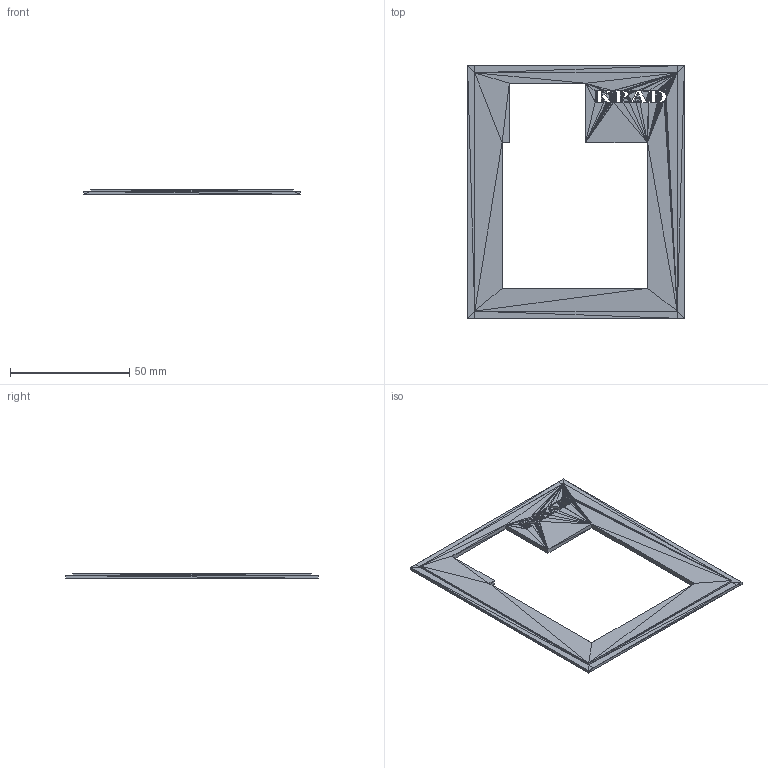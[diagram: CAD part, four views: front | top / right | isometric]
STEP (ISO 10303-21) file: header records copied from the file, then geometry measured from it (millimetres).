
FILE_DESCRIPTION((''),'2;1');
FILE_NAME('cover new', '2026-01-05T03:39:53', (''), (''), 'ImageToStl.com STEP Converter','', '');
FILE_SCHEMA(('AUTOMOTIVE_DESIGN_CC2'));
Length unit declared in the file: metre
Products named in the file (1): product0
Bounding box: 91 x 106 x 2 mm (x, y, z)
Surface area: 11758.8 mm2 (no closed solid volume)
Topology: 0 solids, 3012 shells, 3012 faces, 9036 edges, 1504 vertices
Faces by surface type: plane 3012
Entity records: 69300 total; most frequent: DIRECTION 15062, ORIENTED_EDGE 9036, EDGE_CURVE 9036, LINE 9036, VECTOR 9036, AXIS2_PLACEMENT_3D 3013, FACE_SURFACE 3012, PLANE 3012
